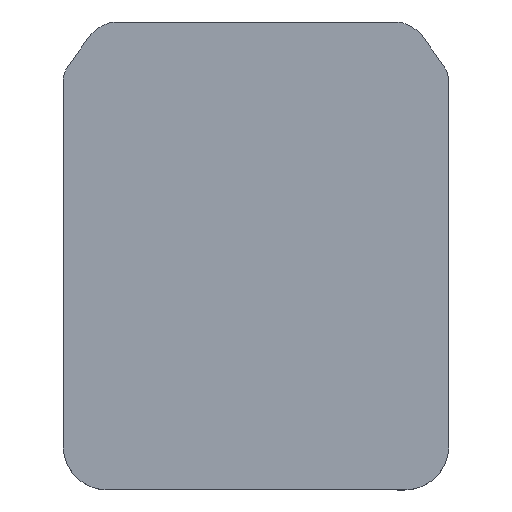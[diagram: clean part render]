
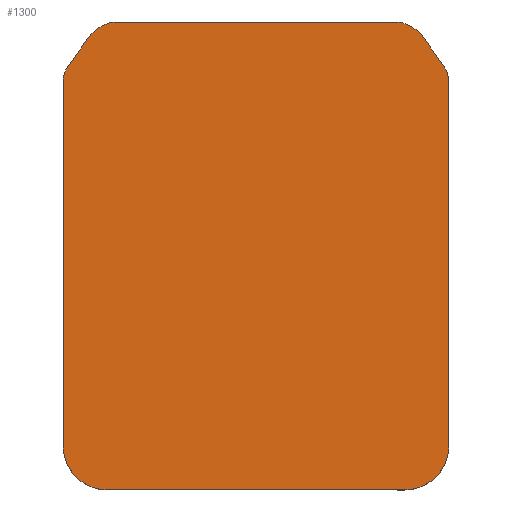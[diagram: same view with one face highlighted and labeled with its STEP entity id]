
A CAD part, top view. The second image highlights one B-rep face of the part: STEP entity #1300.
In plain terms, the highlighted planar face has unit normal (0, 0, 1).
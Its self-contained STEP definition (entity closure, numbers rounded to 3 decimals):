
#34=ELLIPSE('',#1397,3.354,2.);
#37=ELLIPSE('',#1401,3.354,2.);
#38=ELLIPSE('',#1424,4.,2.);
#39=ELLIPSE('',#1425,4.,2.);
#111=LINE('',#2051,#241);
#123=LINE('',#2122,#253);
#124=LINE('',#2126,#254);
#125=LINE('',#2129,#255);
#126=LINE('',#2133,#256);
#127=LINE('',#2136,#257);
#241=VECTOR('',#1649,10.);
#253=VECTOR('',#1709,10.);
#254=VECTOR('',#1712,10.);
#255=VECTOR('',#1715,10.);
#256=VECTOR('',#1718,10.);
#257=VECTOR('',#1721,10.);
#364=FACE_OUTER_BOUND('',#444,.T.);
#444=EDGE_LOOP('',(#1023,#1024,#1025,#1026,#1027,#1028,#1029,#1030,#1031,
#1032,#1033,#1034));
#513=CIRCLE('',#1426,7.932);
#514=CIRCLE('',#1427,7.932);
#585=VERTEX_POINT('',#2037);
#586=VERTEX_POINT('',#2039);
#590=VERTEX_POINT('',#2049);
#593=VERTEX_POINT('',#2062);
#594=VERTEX_POINT('',#2064);
#619=VERTEX_POINT('',#2121);
#620=VERTEX_POINT('',#2123);
#621=VERTEX_POINT('',#2125);
#622=VERTEX_POINT('',#2127);
#623=VERTEX_POINT('',#2130);
#624=VERTEX_POINT('',#2132);
#625=VERTEX_POINT('',#2134);
#734=EDGE_CURVE('',#586,#585,#34,.T.);
#740=EDGE_CURVE('',#585,#590,#111,.T.);
#744=EDGE_CURVE('',#594,#593,#37,.T.);
#770=EDGE_CURVE('',#593,#619,#123,.T.);
#771=EDGE_CURVE('',#619,#620,#38,.T.);
#772=EDGE_CURVE('',#620,#621,#124,.T.);
#773=EDGE_CURVE('',#621,#622,#39,.T.);
#774=EDGE_CURVE('',#622,#586,#125,.T.);
#775=EDGE_CURVE('',#590,#623,#513,.T.);
#776=EDGE_CURVE('',#623,#624,#126,.T.);
#777=EDGE_CURVE('',#624,#625,#514,.T.);
#778=EDGE_CURVE('',#625,#594,#127,.T.);
#1023=ORIENTED_EDGE('',*,*,#744,.T.);
#1024=ORIENTED_EDGE('',*,*,#770,.T.);
#1025=ORIENTED_EDGE('',*,*,#771,.T.);
#1026=ORIENTED_EDGE('',*,*,#772,.T.);
#1027=ORIENTED_EDGE('',*,*,#773,.T.);
#1028=ORIENTED_EDGE('',*,*,#774,.T.);
#1029=ORIENTED_EDGE('',*,*,#734,.T.);
#1030=ORIENTED_EDGE('',*,*,#740,.T.);
#1031=ORIENTED_EDGE('',*,*,#775,.T.);
#1032=ORIENTED_EDGE('',*,*,#776,.T.);
#1033=ORIENTED_EDGE('',*,*,#777,.T.);
#1034=ORIENTED_EDGE('',*,*,#778,.T.);
#1245=PLANE('',#1423);
#1300=ADVANCED_FACE('',(#364),#1245,.T.);
#1397=AXIS2_PLACEMENT_3D('',#2040,#1639,#1640);
#1401=AXIS2_PLACEMENT_3D('',#2065,#1654,#1655);
#1423=AXIS2_PLACEMENT_3D('',#2120,#1707,#1708);
#1424=AXIS2_PLACEMENT_3D('',#2124,#1710,#1711);
#1425=AXIS2_PLACEMENT_3D('',#2128,#1713,#1714);
#1426=AXIS2_PLACEMENT_3D('',#2131,#1716,#1717);
#1427=AXIS2_PLACEMENT_3D('',#2135,#1719,#1720);
#1639=DIRECTION('center_axis',(0.,0.,1.));
#1640=DIRECTION('ref_axis',(0.171,0.985,0.));
#1649=DIRECTION('',(0.,-1.,0.));
#1654=DIRECTION('center_axis',(0.,0.,1.));
#1655=DIRECTION('ref_axis',(0.171,-0.985,0.));
#1707=DIRECTION('center_axis',(0.,0.,1.));
#1708=DIRECTION('ref_axis',(-1.,0.,0.));
#1709=DIRECTION('',(-0.577,0.816,0.));
#1710=DIRECTION('center_axis',(0.,0.,1.));
#1711=DIRECTION('ref_axis',(-0.816,0.577,0.));
#1712=DIRECTION('',(-1.,0.,0.));
#1713=DIRECTION('center_axis',(0.,0.,1.));
#1714=DIRECTION('ref_axis',(-0.816,-0.577,0.));
#1715=DIRECTION('',(-0.577,-0.816,0.));
#1716=DIRECTION('center_axis',(0.,0.,1.));
#1717=DIRECTION('ref_axis',(-1.,0.,0.));
#1718=DIRECTION('',(1.,0.,0.));
#1719=DIRECTION('center_axis',(0.,0.,
1.));
#1720=DIRECTION('ref_axis',(0.,-1.,0.));
#1721=DIRECTION('',(0.,1.,0.));
#2037=CARTESIAN_POINT('',(-34.682,59.538,28.1));
#2039=CARTESIAN_POINT('',(-33.813,62.462,28.1));
#2040=CARTESIAN_POINT('Origin',(-32.629,60.135,28.1));
#2049=CARTESIAN_POINT('',(-34.682,-5.75,28.1));
#2051=CARTESIAN_POINT('',(-34.682,59.538,28.1));
#2062=CARTESIAN_POINT('',(33.813,62.462,28.1));
#2064=CARTESIAN_POINT('',(34.682,59.538,28.1));
#2065=CARTESIAN_POINT('Origin',(32.629,60.135,28.1));
#2120=CARTESIAN_POINT('Origin',(0.,28.384,28.1));
#2121=CARTESIAN_POINT('',(30.164,67.622,28.1));
#2122=CARTESIAN_POINT('',(33.813,62.462,28.1));
#2123=CARTESIAN_POINT('',(25.336,70.45,28.1));
#2124=CARTESIAN_POINT('Origin',(27.336,67.622,28.1));
#2125=CARTESIAN_POINT('',(-25.336,70.45,28.1));
#2126=CARTESIAN_POINT('',(25.336,70.45,28.1));
#2127=CARTESIAN_POINT('',(-30.164,67.622,28.1));
#2128=CARTESIAN_POINT('Origin',(-27.336,67.622,28.1));
#2129=CARTESIAN_POINT('',(-30.164,67.622,28.1));
#2130=CARTESIAN_POINT('',(-26.75,-13.682,28.1));
#2131=CARTESIAN_POINT('Origin',(-26.75,-5.75,28.1));
#2132=CARTESIAN_POINT('',(26.75,-13.682,28.1));
#2133=CARTESIAN_POINT('',(-26.75,-13.682,28.1));
#2134=CARTESIAN_POINT('',(34.682,-5.75,28.1));
#2135=CARTESIAN_POINT('Origin',(26.75,-5.75,28.1));
#2136=CARTESIAN_POINT('',(34.682,-5.75,28.1));
